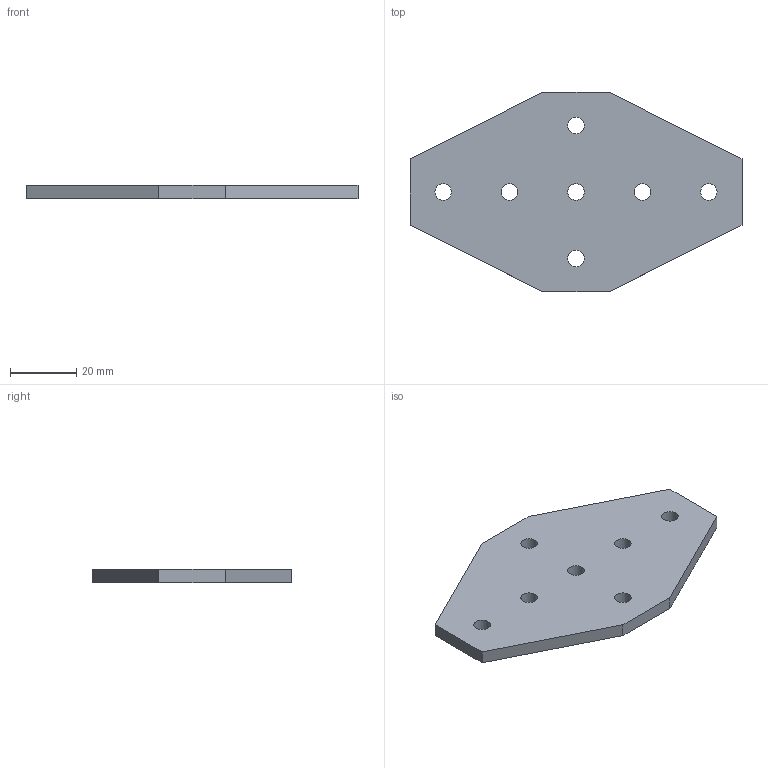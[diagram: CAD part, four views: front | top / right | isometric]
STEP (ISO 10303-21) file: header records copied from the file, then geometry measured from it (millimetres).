
FILE_DESCRIPTION((''),'2;1');
FILE_NAME('7 Hole Cross Joining Plate.ipt.step','2014-04-22T18:02:59',(''),(''),'Autodesk Inventor 2013','Autodesk Inventor 2013','');
FILE_SCHEMA(('AUTOMOTIVE_DESIGN { 1 0 10303 214 1 1 1 1 }'));
Length unit declared in the file: millimetre
Products named in the file (1): 7 Hole Cross Joining Plate
Bounding box: 100 x 60 x 4 mm (x, y, z)
Volume: 17050.2 mm3; surface area: 10000.5 mm2
Topology: 1 solids, 1 shells, 17 faces, 52 edges, 37 vertices
Faces by surface type: plane 10, cylinder 7
Full cylindrical faces by diameter (mm): 5 x7
Entity records: 552 total; most frequent: DIRECTION 88, CARTESIAN_POINT 86, ORIENTED_EDGE 76, EDGE_CURVE 38, EDGE_LOOP 38, AXIS2_PLACEMENT_3D 32, VERTEX_POINT 30, VECTOR 24
